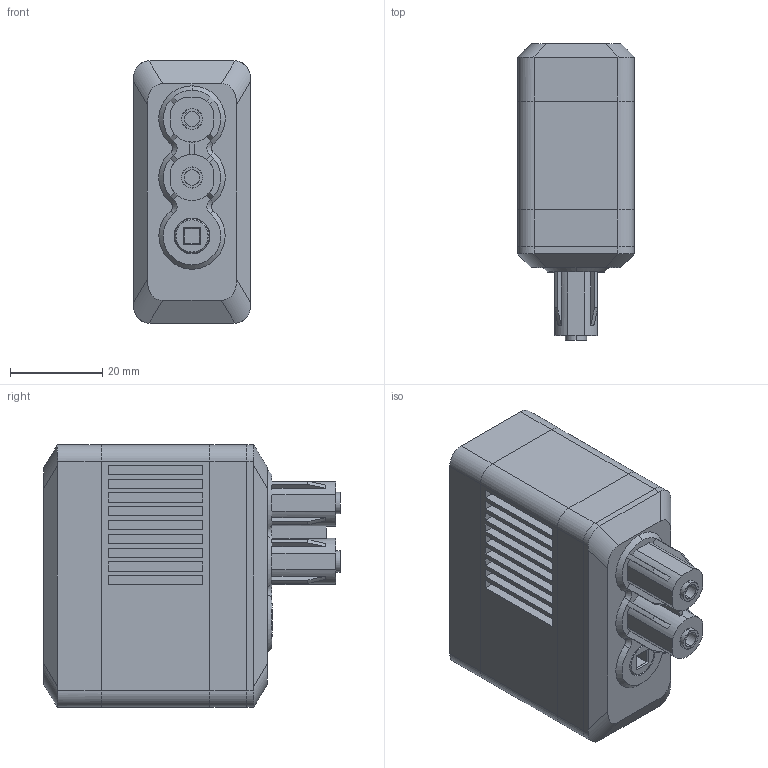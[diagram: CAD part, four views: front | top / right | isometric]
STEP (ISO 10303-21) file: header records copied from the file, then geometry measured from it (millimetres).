
FILE_DESCRIPTION (( 'STEP AP214' ), '1' );
FILE_NAME ('276-4842.STEP', '2022-11-03T14:53:54', ( '' ), ( '' ), 'SwSTEP 2.0', 'SolidWorks 2021', '' );
FILE_SCHEMA (( 'AUTOMOTIVE_DESIGN' ));
Length unit declared in the file: millimetre
Products named in the file (1): 276-4842
Bounding box: 25.4 x 64.42 x 57 mm (x, y, z)
Surface area: 16092.7 mm2 (no closed solid volume)
Topology: 0 solids, 4 shells, 280 faces, 770 edges, 527 vertices
Faces by surface type: plane 199, cylinder 60, cone 21
Entity records: 9148 total; most frequent: CARTESIAN_POINT 1984, ORIENTED_EDGE 1526, DIRECTION 1362, EDGE_CURVE 770, VECTOR 532, LINE 532, VERTEX_POINT 527, AXIS2_PLACEMENT_3D 415
